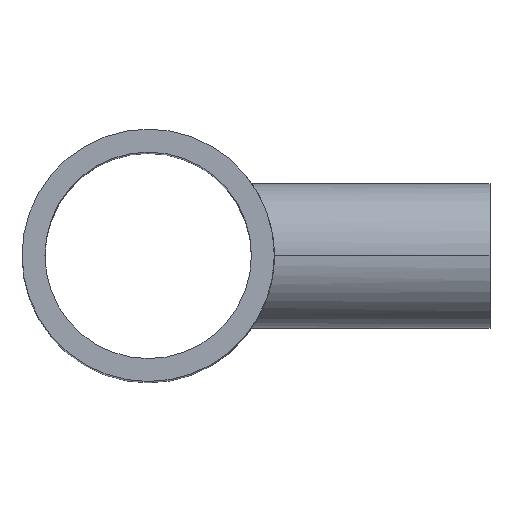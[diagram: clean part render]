
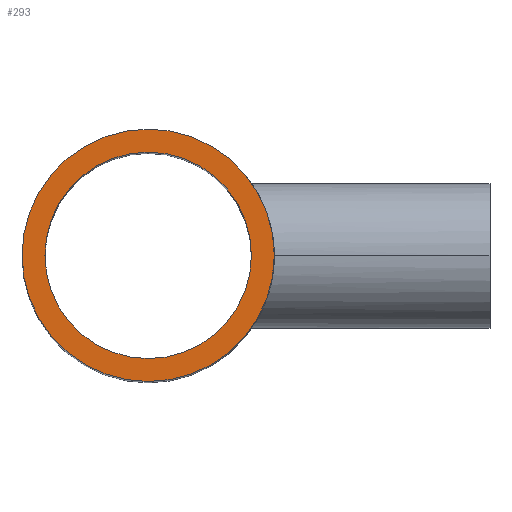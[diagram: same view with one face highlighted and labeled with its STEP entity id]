
A CAD part, top view. The second image highlights one B-rep face of the part: STEP entity #293.
In plain terms, the highlighted planar face has unit normal (0, 0, 1).
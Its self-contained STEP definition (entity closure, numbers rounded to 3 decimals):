
#13 = EDGE_LOOP ( 'NONE', ( #55, #398 ) ) ;
#30 = EDGE_CURVE ( 'NONE', #396, #384, #535, .T. ) ;
#33 = CARTESIAN_POINT ( 'NONE',  ( -55., 0., 164.5 ) ) ;
#36 = VERTEX_POINT ( 'NONE', #33 ) ;
#55 = ORIENTED_EDGE ( 'NONE', *, *, #30, .F. ) ;
#57 = CARTESIAN_POINT ( 'NONE',  ( 0., 0., 164.5 ) ) ;
#99 = CARTESIAN_POINT ( 'NONE',  ( -45., 0., 164.5 ) ) ;
#106 = DIRECTION ( 'NONE',  ( 1., 0., 0. ) ) ;
#119 = CIRCLE ( 'NONE', #220, 55. ) ;
#132 = ORIENTED_EDGE ( 'NONE', *, *, #324, .T. ) ;
#142 = VERTEX_POINT ( 'NONE', #265 ) ;
#162 = AXIS2_PLACEMENT_3D ( 'NONE', #621, #429, #627 ) ;
#190 = CIRCLE ( 'NONE', #580, 45. ) ;
#193 = ORIENTED_EDGE ( 'NONE', *, *, #335, .T. ) ;
#220 = AXIS2_PLACEMENT_3D ( 'NONE', #57, #459, #409 ) ;
#258 = FACE_OUTER_BOUND ( 'NONE', #599, .T. ) ;
#265 = CARTESIAN_POINT ( 'NONE',  ( 55., 0., 164.5 ) ) ;
#293 = ADVANCED_FACE ( 'NONE', ( #258, #305 ), #571, .T. ) ;
#298 = DIRECTION ( 'NONE',  ( 0., 0., 1. ) ) ;
#305 = FACE_BOUND ( 'NONE', #13, .T. ) ;
#308 = DIRECTION ( 'NONE',  ( 0., 0., 1. ) ) ;
#324 = EDGE_CURVE ( 'NONE', #36, #142, #629, .T. ) ;
#335 = EDGE_CURVE ( 'NONE', #142, #36, #119, .T. ) ;
#349 = CARTESIAN_POINT ( 'NONE',  ( 0., 0., 164.5 ) ) ;
#376 = EDGE_CURVE ( 'NONE', #384, #396, #190, .T. ) ;
#384 = VERTEX_POINT ( 'NONE', #555 ) ;
#396 = VERTEX_POINT ( 'NONE', #99 ) ;
#397 = DIRECTION ( 'NONE',  ( 0., 0., 1. ) ) ;
#398 = ORIENTED_EDGE ( 'NONE', *, *, #376, .F. ) ;
#409 = DIRECTION ( 'NONE',  ( 1., 0., 0. ) ) ;
#413 = AXIS2_PLACEMENT_3D ( 'NONE', #349, #298, #106 ) ;
#429 = DIRECTION ( 'NONE',  ( 0., 0., 1. ) ) ;
#459 = DIRECTION ( 'NONE',  ( 0., 0., 1. ) ) ;
#462 = CARTESIAN_POINT ( 'NONE',  ( 0., 0., 164.5 ) ) ;
#478 = AXIS2_PLACEMENT_3D ( 'NONE', #462, #308, #506 ) ;
#506 = DIRECTION ( 'NONE',  ( 1., 0., 0. ) ) ;
#535 = CIRCLE ( 'NONE', #162, 45. ) ;
#555 = CARTESIAN_POINT ( 'NONE',  ( 45., 0., 164.5 ) ) ;
#571 = PLANE ( 'NONE',  #478 ) ;
#580 = AXIS2_PLACEMENT_3D ( 'NONE', #614, #397, #605 ) ;
#599 = EDGE_LOOP ( 'NONE', ( #132, #193 ) ) ;
#605 = DIRECTION ( 'NONE',  ( 1., 0., 0. ) ) ;
#614 = CARTESIAN_POINT ( 'NONE',  ( 0., 0., 164.5 ) ) ;
#621 = CARTESIAN_POINT ( 'NONE',  ( 0., 0., 164.5 ) ) ;
#627 = DIRECTION ( 'NONE',  ( 1., 0., 0. ) ) ;
#629 = CIRCLE ( 'NONE', #413, 55. ) ;
